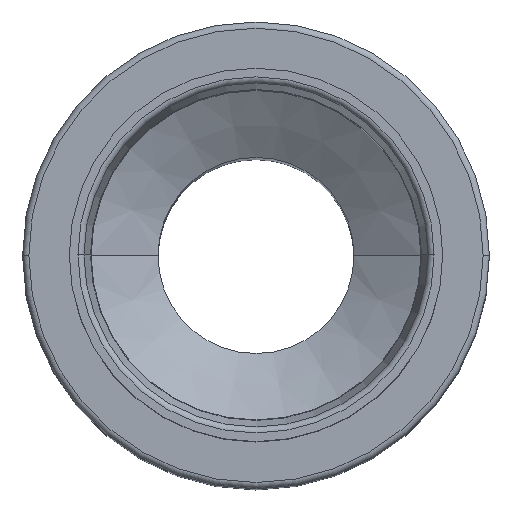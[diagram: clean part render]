
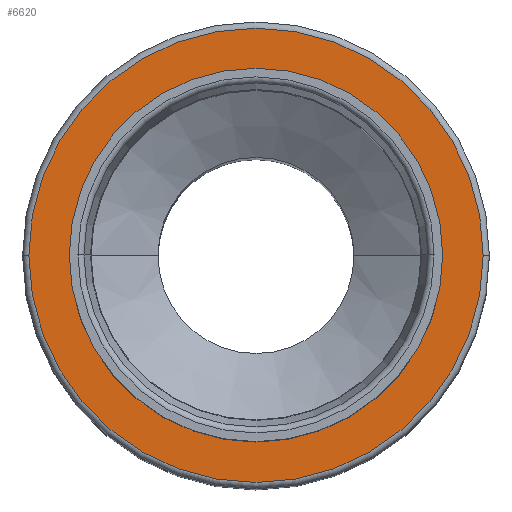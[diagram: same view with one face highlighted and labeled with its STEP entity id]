
A CAD part, top view. The second image highlights one B-rep face of the part: STEP entity #6620.
In plain terms, the highlighted face is planar.
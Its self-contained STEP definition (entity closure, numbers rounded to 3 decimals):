
#970=CARTESIAN_POINT('',(7.3,0.,7.9));
#980=VERTEX_POINT('',#970);
#1030=CARTESIAN_POINT('',(0.,0.,7.9));
#1040=DIRECTION('',(0.,0.,-1.));
#1050=DIRECTION('',(-1.,0.,0.));
#1060=AXIS2_PLACEMENT_3D('',#1030,#1040,#1050);
#1070=CIRCLE('',#1060,7.3);
#1080=CARTESIAN_POINT('',(-7.3,0.,7.9));
#1090=VERTEX_POINT('',#1080);
#1100=EDGE_CURVE('',#980,#1090,#1070,.T.);
#6170=CARTESIAN_POINT('',(6.,0.,7.9));
#6180=VERTEX_POINT('',#6170);
#6260=CARTESIAN_POINT('',(-6.,0.,7.9));
#6270=VERTEX_POINT('',#6260);
#6300=CARTESIAN_POINT('',(0.,0.,7.9));
#6310=DIRECTION('',(0.,0.,-1.));
#6320=DIRECTION('',(-1.,0.,0.));
#6330=AXIS2_PLACEMENT_3D('',#6300,#6310,#6320);
#6340=CIRCLE('',#6330,6.);
#6350=EDGE_CURVE('',#6180,#6270,#6340,.T.);
#6470=CARTESIAN_POINT('',(0.,4.,7.9));
#6480=DIRECTION('',(0.,0.,-1.));
#6490=DIRECTION('',(-1.,0.,0.));
#6500=AXIS2_PLACEMENT_3D('',#6470,#6480,#6490);
#6510=PLANE('',#6500);
#6520=EDGE_CURVE('',#6270,#6180,#6340,.T.);
#6530=ORIENTED_EDGE('',*,*,#6520,.F.);
#6540=ORIENTED_EDGE('',*,*,#6350,.F.);
#6550=EDGE_LOOP('',(#6540,#6530));
#6560=FACE_BOUND('',#6550,.T.);
#6570=EDGE_CURVE('',#1090,#980,#1070,.T.);
#6580=ORIENTED_EDGE('',*,*,#6570,.T.);
#6590=ORIENTED_EDGE('',*,*,#1100,.T.);
#6600=EDGE_LOOP('',(#6590,#6580));
#6610=FACE_OUTER_BOUND('',#6600,.T.);
#6620=ADVANCED_FACE('',(#6560,#6610),#6510,.T.);
